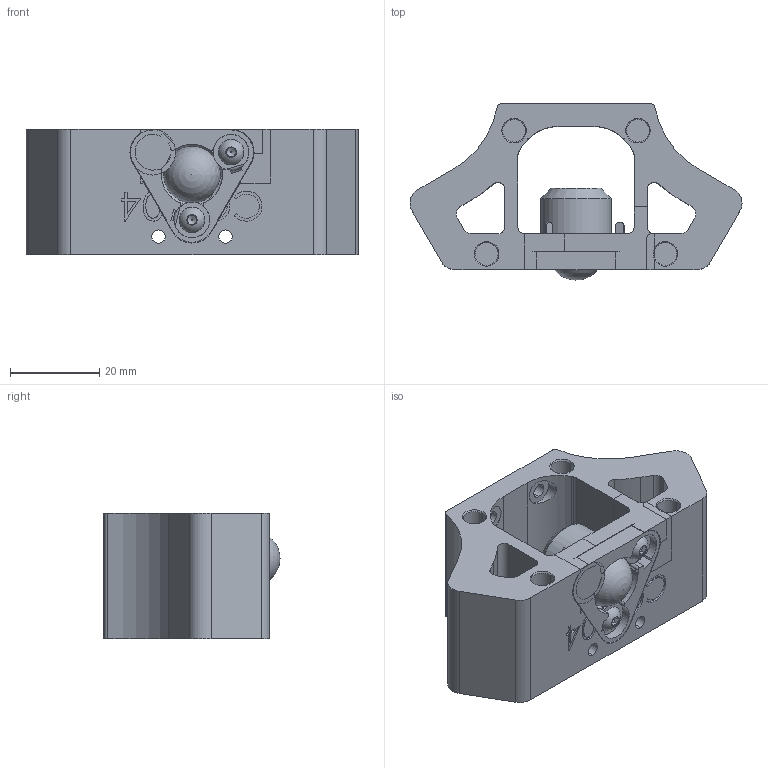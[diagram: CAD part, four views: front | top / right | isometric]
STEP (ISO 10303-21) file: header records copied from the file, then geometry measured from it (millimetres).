
FILE_DESCRIPTION(('FreeCAD Model'),'2;1');
FILE_NAME('Open CASCADE Shape Model','2021-06-05T09:53:19',('Author'),( ''),'Open CASCADE STEP processor 7.5','FreeCAD','Unknown');
FILE_SCHEMA(('AUTOMOTIVE_DESIGN { 1 0 10303 214 1 1 1 1 }'));
Length unit declared in the file: millimetre
Products named in the file (11): ballPlunger; Part; Plunger ball; Retainer; solder lug; solder lug001; solder lug002; Spring; M3x6-Screw; Part001; Body002
Assembly tree (12 placements, depth 3):
  ballPlunger
    Part
      Plunger ball
      Retainer
      solder lug
      solder lug001
      solder lug002
      Spring
      M3x6-Screw  x3
    Part001
      Body002
Bounding box: 74.3 x 39.42 x 28 mm (x, y, z)
Volume: 34513.4 mm3; surface area: 18552.6 mm2
Topology: 9 solids, 10 shells, 515 faces, 1276 edges, 773 vertices
Faces by surface type: bspline 175, plane 173, cylinder 125, cone 32, sphere 7, revolution 3
Full cylindrical faces by diameter (mm): 2.5 x3, 3 x6, 3.1 x3, 3.3 x3, 4 x1, 10.2 x1, 13.7 x3, 15.9 x1, 16.1 x1
Entity records: 34119 total; most frequent: CARTESIAN_POINT 14737, DIRECTION 3433, ORIENTED_EDGE 1962, PCURVE 1962, DEFINITIONAL_REPRESENTATION 1962, LINE 1892, VECTOR 1892, EDGE_CURVE 981
